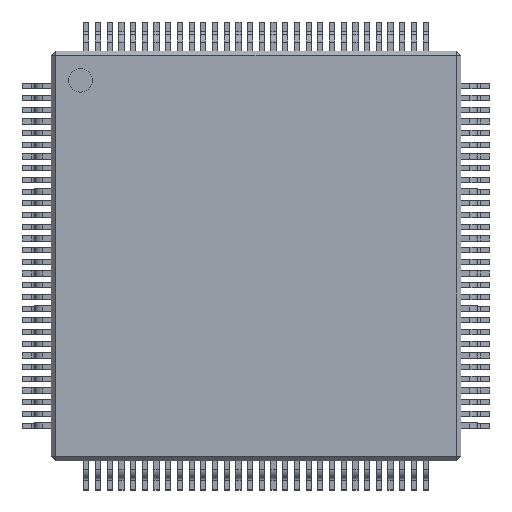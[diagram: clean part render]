
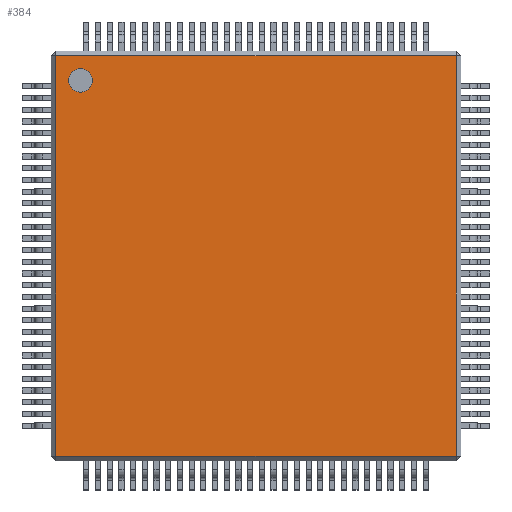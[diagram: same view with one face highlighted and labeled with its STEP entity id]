
A CAD part, top view. The second image highlights one B-rep face of the part: STEP entity #384.
In plain terms, the highlighted planar face has unit normal (0, 0, 1).
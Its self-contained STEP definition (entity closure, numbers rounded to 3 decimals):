
#13=DIRECTION('',(0.,0.,1.));
#14=DIRECTION('',(1.,0.,0.));
#184=VECTOR('',#185,1.);
#185=DIRECTION('',(0.,1.,0.));
#258=VERTEX_POINT('',#259);
#259=CARTESIAN_POINT('',(-6.85,-6.85,1.4));
#267=VERTEX_POINT('',#268);
#268=CARTESIAN_POINT('',(-6.85,6.85,1.4));
#273=ORIENTED_EDGE('',*,*,#274,.F.);
#274=EDGE_CURVE('',#258,#267,#275,.T.);
#275=LINE('',#276,#184);
#276=CARTESIAN_POINT('',(-6.85,-7.,1.4));
#342=VECTOR('',#14,1.);
#384=ADVANCED_FACE('',(#385,#403),#412,.T.);
#385=FACE_BOUND('',#386,.T.);
#386=EDGE_LOOP('',(#273,#387,#393,#399));
#387=ORIENTED_EDGE('',*,*,#388,.T.);
#388=EDGE_CURVE('',#258,#389,#391,.T.);
#389=VERTEX_POINT('',#390);
#390=CARTESIAN_POINT('',(6.85,-6.85,1.4));
#391=LINE('',#392,#342);
#392=CARTESIAN_POINT('',(-7.,-6.85,1.4));
#393=ORIENTED_EDGE('',*,*,#394,.T.);
#394=EDGE_CURVE('',#389,#395,#397,.T.);
#395=VERTEX_POINT('',#396);
#396=CARTESIAN_POINT('',(6.85,6.85,1.4));
#397=LINE('',#398,#184);
#398=CARTESIAN_POINT('',(6.85,-7.,1.4));
#399=ORIENTED_EDGE('',*,*,#400,.F.);
#400=EDGE_CURVE('',#267,#395,#401,.T.);
#401=LINE('',#402,#342);
#402=CARTESIAN_POINT('',(-7.,6.85,1.4));
#403=FACE_BOUND('',#404,.T.);
#404=EDGE_LOOP('',(#405));
#405=ORIENTED_EDGE('',*,*,#406,.F.);
#406=EDGE_CURVE('',#407,#407,#409,.T.);
#407=VERTEX_POINT('',#408);
#408=CARTESIAN_POINT('',(-5.6,6.,1.4));
#409=CIRCLE('',#410,0.4);
#410=AXIS2_PLACEMENT_3D('',#411,#13,#14);
#411=CARTESIAN_POINT('',(-6.,6.,1.4));
#412=PLANE('',#413);
#413=AXIS2_PLACEMENT_3D('',#414,#13,#14);
#414=CARTESIAN_POINT('',(-7.,-7.,1.4));
